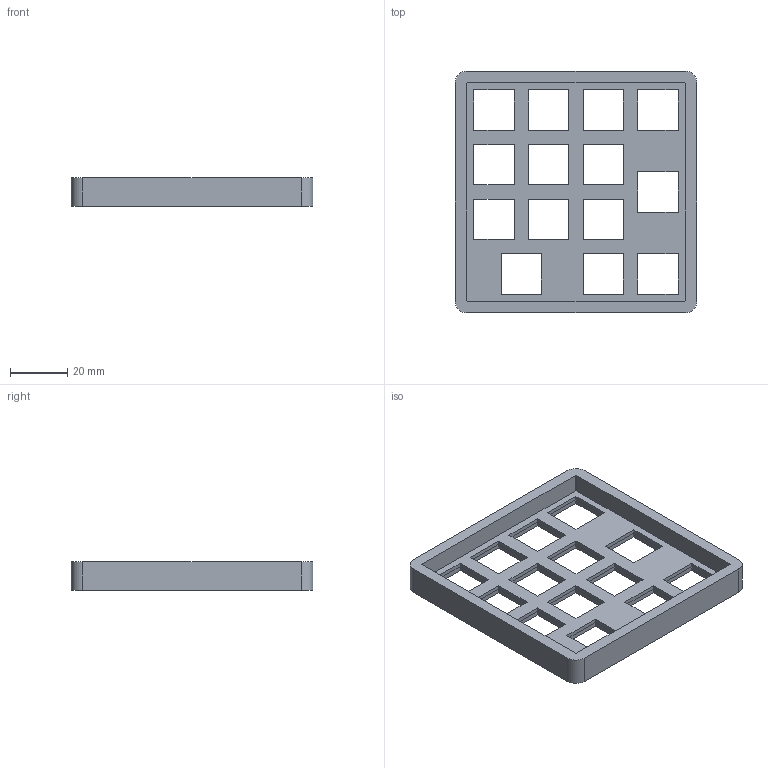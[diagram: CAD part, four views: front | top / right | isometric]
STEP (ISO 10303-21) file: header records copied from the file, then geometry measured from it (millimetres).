
FILE_DESCRIPTION(/* description */ (''),/* implementation_level */ '2;1');
FILE_NAME(/* name */ 'VOID16 - Top - Alternate Layout.step',/* time_stamp */ '2021-04-01T13:32:38+03:00',/* author */ (''),/* organization */ (''),/* preprocessor_version */ 'ST-DEVELOPER v18.1',/* originating_system */ 'Autodesk Translation Framework v9.10.0.1330',/* authorisation */ '');
FILE_SCHEMA (('AUTOMOTIVE_DESIGN { 1 0 10303 214 3 1 1 }'));
Length unit declared in the file: millimetre
Products named in the file (1): VOID16 Alternate Layout
Bounding box: 84.2 x 84.2 x 10 mm (x, y, z)
Volume: 20896.2 mm3; surface area: 18032.9 mm2
Topology: 1 solids, 1 shells, 173 faces, 444 edges, 296 vertices
Faces by surface type: plane 153, cylinder 20
Full cylindrical faces by diameter (mm): 2.95 x4
Entity records: 5256 total; most frequent: CARTESIAN_POINT 914, ORIENTED_EDGE 888, DIRECTION 832, EDGE_CURVE 444, LINE 404, VECTOR 404, VERTEX_POINT 296, EDGE_LOOP 224
